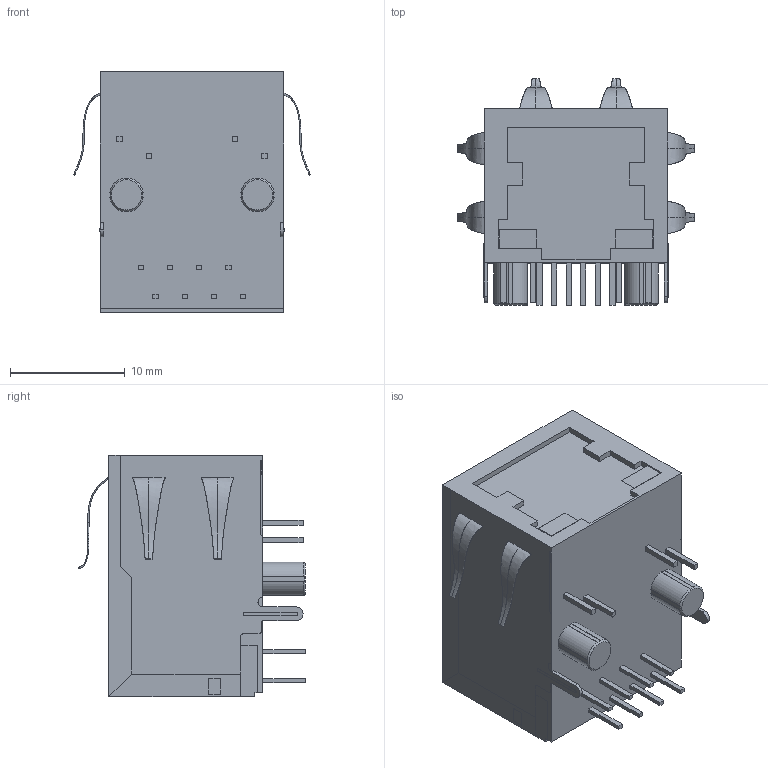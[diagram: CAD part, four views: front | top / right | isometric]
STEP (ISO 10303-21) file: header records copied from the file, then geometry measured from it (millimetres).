
FILE_DESCRIPTION (( 'STEP AP214' ), '1' );
FILE_NAME ('ARJC02-111006.STEP', '2015-02-23T10:59:03', ( 'D4' ), ( '' ), 'SwSTEP 2.0', 'SolidWorks 2012', '' );
FILE_SCHEMA (( 'AUTOMOTIVE_DESIGN' ));
Length unit declared in the file: millimetre
Products named in the file (1): ARJC02-111006
Bounding box: 20.67 x 19.77 x 21.1 mm (x, y, z)
Volume: 4538.1 mm3; surface area: 2035.6 mm2
Topology: 3 solids, 3 shells, 341 faces, 939 edges, 648 vertices
Faces by surface type: plane 245, bspline 73, cylinder 15, cone 8
Entity records: 19147 total; most frequent: CARTESIAN_POINT 8878, ORIENTED_EDGE 1878, DIRECTION 1375, EDGE_CURVE 939, VECTOR 701, LINE 701, VERTEX_POINT 648, EDGE_LOOP 385
